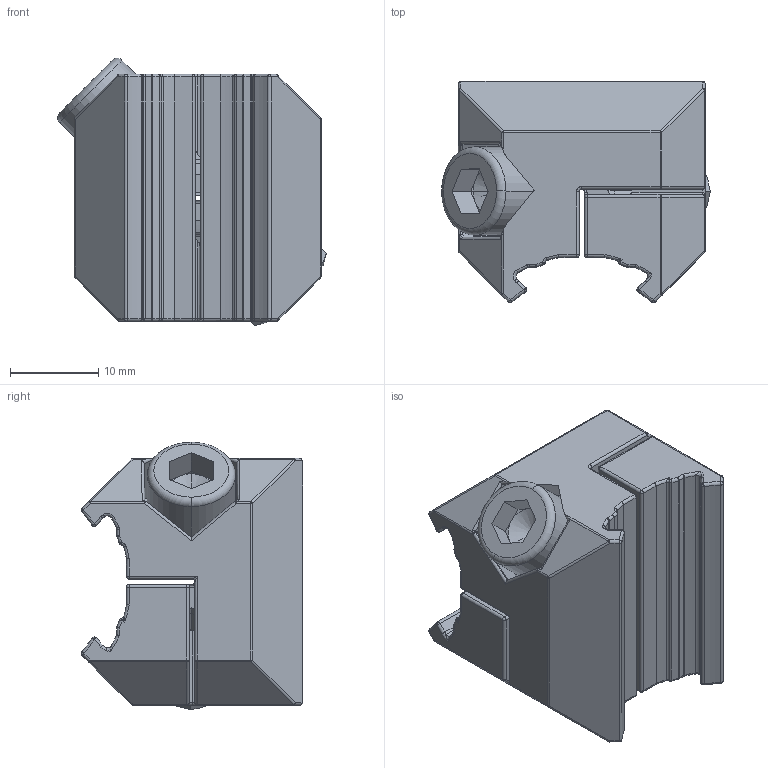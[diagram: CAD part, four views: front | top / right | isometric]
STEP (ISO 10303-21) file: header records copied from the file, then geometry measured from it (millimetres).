
FILE_DESCRIPTION (( 'STEP AP203' ), '1' );
FILE_NAME ('TFS.D28.2.03.01.STEP', '2015-12-15T04:32:49', ( '微软用户' ), ( '微软中国' ), 'SwSTEP 2.0', 'SolidWorks 2012', '' );
FILE_SCHEMA (( 'CONFIG_CONTROL_DESIGN' ));
Length unit declared in the file: millimetre
Products named in the file (1): TFS.D28.2.03.01
Bounding box: 30.47 x 25.12 x 30.33 mm (x, y, z)
Surface area: 5881.9 mm2 (no closed solid volume)
Topology: 0 solids, 5 shells, 408 faces, 1114 edges, 657 vertices
Faces by surface type: cylinder 176, sphere 82, plane 70, torus 56, bspline 18, cone 6
Entity records: 12901 total; most frequent: CARTESIAN_POINT 2978, DIRECTION 2222, ORIENTED_EDGE 1896, EDGE_CURVE 1054, AXIS2_PLACEMENT_3D 869, VERTEX_POINT 649, LINE 484, VECTOR 484
